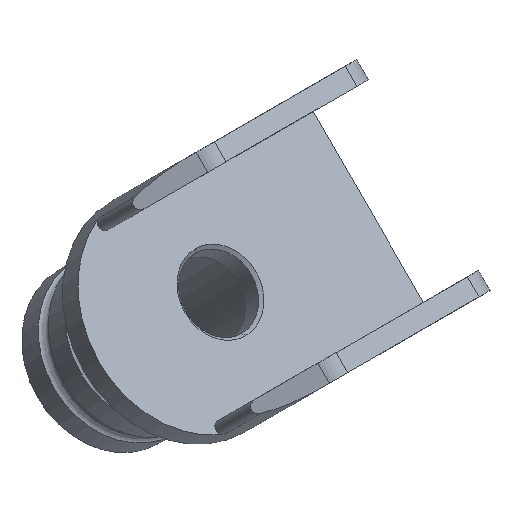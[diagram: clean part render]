
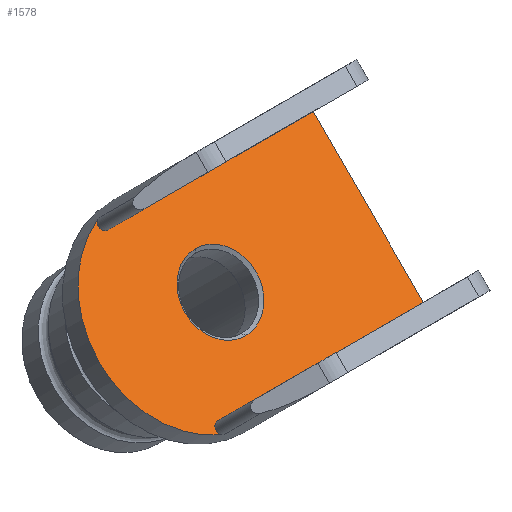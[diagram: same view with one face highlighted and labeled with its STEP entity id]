
A CAD part, isometric view. The second image highlights one B-rep face of the part: STEP entity #1578.
In plain terms, the highlighted planar face has unit normal (0, -0.707, 0.707).
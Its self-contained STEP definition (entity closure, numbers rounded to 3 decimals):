
#69 = DIRECTION ( 'NONE',  ( 1., 0., 0. ) ) ;
#88 = FACE_BOUND ( 'NONE', #195, .T. ) ;
#92 = CARTESIAN_POINT ( 'NONE',  ( -17.25, 73.186, 300.52 ) ) ;
#140 = CARTESIAN_POINT ( 'NONE',  ( -5.612, 52.326, 279.661 ) ) ;
#151 = EDGE_CURVE ( 'NONE', #1781, #262, #976, .T. ) ;
#195 = EDGE_LOOP ( 'NONE', ( #605, #1521 ) ) ;
#226 = DIRECTION ( 'NONE',  ( 1., 0., 0. ) ) ;
#259 = CARTESIAN_POINT ( 'NONE',  ( 32., 73.186, 300.52 ) ) ;
#262 = VERTEX_POINT ( 'NONE', #1478 ) ;
#300 = EDGE_CURVE ( 'NONE', #471, #1644, #883, .T. ) ;
#423 = VECTOR ( 'NONE', #626, 1000. ) ;
#429 = VERTEX_POINT ( 'NONE', #259 ) ;
#441 = DIRECTION ( 'NONE',  ( 0., 0.707, 0.707 ) ) ;
#455 = ORIENTED_EDGE ( 'NONE', *, *, #1418, .T. ) ;
#470 = DIRECTION ( 'NONE',  ( 0., 0.707, 0.707 ) ) ;
#471 = VERTEX_POINT ( 'NONE', #1839 ) ;
#515 = PLANE ( 'NONE',  #1306 ) ;
#539 = DIRECTION ( 'NONE',  ( 0., 0.707, -0.707 ) ) ;
#605 = ORIENTED_EDGE ( 'NONE', *, *, #1409, .T. ) ;
#626 = DIRECTION ( 'NONE',  ( 0., 0.707, 0.707 ) ) ;
#646 = DIRECTION ( 'NONE',  ( 0., 0.707, 0.707 ) ) ;
#667 = CARTESIAN_POINT ( 'NONE',  ( -5.612, 73.186, 300.52 ) ) ;
#707 = AXIS2_PLACEMENT_3D ( 'NONE', #1782, #910, #646 ) ;
#713 = EDGE_CURVE ( 'NONE', #1589, #429, #780, .T. ) ;
#753 = VERTEX_POINT ( 'NONE', #1180 ) ;
#755 = LINE ( 'NONE', #1594, #1188 ) ;
#757 = EDGE_CURVE ( 'NONE', #753, #429, #1758, .T. ) ;
#765 = CIRCLE ( 'NONE', #1635, 1. ) ;
#780 = LINE ( 'NONE', #92, #1546 ) ;
#865 = ORIENTED_EDGE ( 'NONE', *, *, #713, .F. ) ;
#883 = CIRCLE ( 'NONE', #707, 6.5 ) ;
#889 = CARTESIAN_POINT ( 'NONE',  ( 32., 75.307, 302.642 ) ) ;
#890 = AXIS2_PLACEMENT_3D ( 'NONE', #1185, #1336, #894 ) ;
#894 = DIRECTION ( 'NONE',  ( 0., 0.707, 0.707 ) ) ;
#910 = DIRECTION ( 'NONE',  ( 0., 0.707, -0.707 ) ) ;
#933 = FACE_OUTER_BOUND ( 'NONE', #1319, .T. ) ;
#976 = CIRCLE ( 'NONE', #1062, 17.25 ) ;
#1000 = CARTESIAN_POINT ( 'NONE',  ( -5.958, 51.662, 278.997 ) ) ;
#1062 = AXIS2_PLACEMENT_3D ( 'NONE', #1730, #1827, #1834 ) ;
#1145 = ORIENTED_EDGE ( 'NONE', *, *, #1442, .T. ) ;
#1180 = CARTESIAN_POINT ( 'NONE',  ( 32., 53.033, 280.368 ) ) ;
#1185 = CARTESIAN_POINT ( 'NONE',  ( 4.95, 63.109, 290.444 ) ) ;
#1188 = VECTOR ( 'NONE', #69, 1000. ) ;
#1228 = CARTESIAN_POINT ( 'NONE',  ( 4.95, 58.513, 285.848 ) ) ;
#1267 = DIRECTION ( 'NONE',  ( 0., 0.707, -0.707 ) ) ;
#1275 = AXIS2_PLACEMENT_3D ( 'NONE', #1604, #1783, #470 ) ;
#1306 = AXIS2_PLACEMENT_3D ( 'NONE', #1817, #539, #1680 ) ;
#1319 = EDGE_LOOP ( 'NONE', ( #1601, #1656, #1145, #1528, #865, #455 ) ) ;
#1336 = DIRECTION ( 'NONE',  ( 0., 0.707, -0.707 ) ) ;
#1409 = EDGE_CURVE ( 'NONE', #1644, #471, #1676, .T. ) ;
#1418 = EDGE_CURVE ( 'NONE', #1589, #262, #1799, .T. ) ;
#1442 = EDGE_CURVE ( 'NONE', #1615, #753, #755, .T. ) ;
#1478 = CARTESIAN_POINT ( 'NONE',  ( -5.958, 74.556, 301.891 ) ) ;
#1521 = ORIENTED_EDGE ( 'NONE', *, *, #300, .T. ) ;
#1528 = ORIENTED_EDGE ( 'NONE', *, *, #757, .T. ) ;
#1546 = VECTOR ( 'NONE', #226, 1000. ) ;
#1578 = ADVANCED_FACE ( 'NONE', ( #88, #933 ), #515, .F. ) ;
#1589 = VERTEX_POINT ( 'NONE', #667 ) ;
#1594 = CARTESIAN_POINT ( 'NONE',  ( -17.25, 53.033, 280.368 ) ) ;
#1601 = ORIENTED_EDGE ( 'NONE', *, *, #151, .F. ) ;
#1604 = CARTESIAN_POINT ( 'NONE',  ( -5.612, 73.893, 301.227 ) ) ;
#1615 = VERTEX_POINT ( 'NONE', #1634 ) ;
#1634 = CARTESIAN_POINT ( 'NONE',  ( -5.612, 53.033, 280.368 ) ) ;
#1635 = AXIS2_PLACEMENT_3D ( 'NONE', #140, #1267, #441 ) ;
#1644 = VERTEX_POINT ( 'NONE', #1228 ) ;
#1656 = ORIENTED_EDGE ( 'NONE', *, *, #1736, .T. ) ;
#1676 = CIRCLE ( 'NONE', #890, 6.5 ) ;
#1680 = DIRECTION ( 'NONE',  ( 0., 0.707, 0.707 ) ) ;
#1730 = CARTESIAN_POINT ( 'NONE',  ( 0., 63.109, 290.444 ) ) ;
#1736 = EDGE_CURVE ( 'NONE', #1781, #1615, #765, .T. ) ;
#1758 = LINE ( 'NONE', #889, #423 ) ;
#1781 = VERTEX_POINT ( 'NONE', #1000 ) ;
#1782 = CARTESIAN_POINT ( 'NONE',  ( 4.95, 63.109, 290.444 ) ) ;
#1783 = DIRECTION ( 'NONE',  ( 0., 0.707, -0.707 ) ) ;
#1799 = CIRCLE ( 'NONE', #1275, 1. ) ;
#1817 = CARTESIAN_POINT ( 'NONE',  ( -17.25, 73.186, 300.52 ) ) ;
#1827 = DIRECTION ( 'NONE',  ( 0., 0.707, -0.707 ) ) ;
#1834 = DIRECTION ( 'NONE',  ( 0., 0.707, 0.707 ) ) ;
#1839 = CARTESIAN_POINT ( 'NONE',  ( 4.95, 67.705, 295.04 ) ) ;
